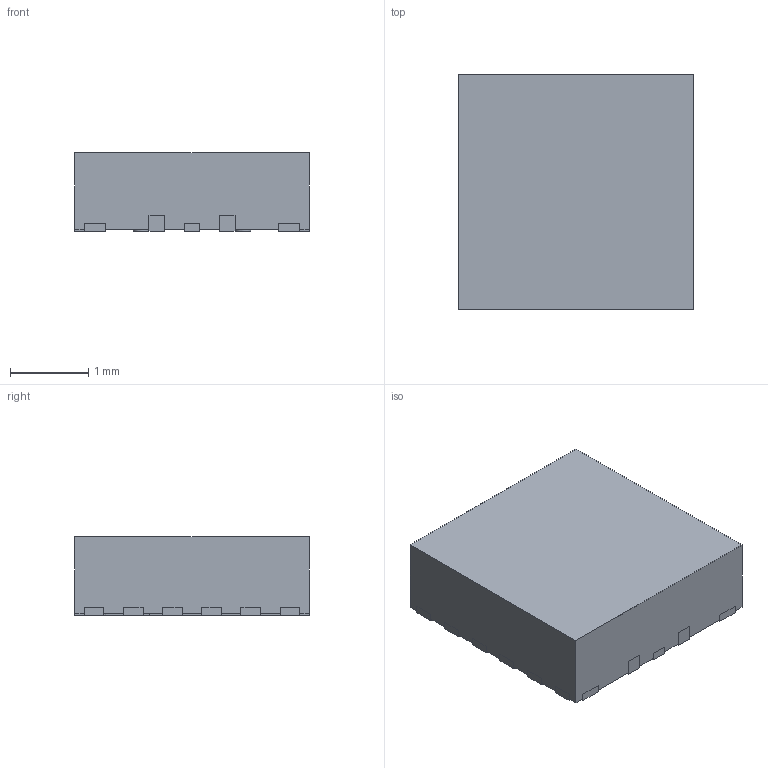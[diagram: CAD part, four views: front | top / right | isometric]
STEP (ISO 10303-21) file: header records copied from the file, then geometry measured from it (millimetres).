
FILE_DESCRIPTION((''),'2;1');
FILE_NAME('RJE0018B_ASM','2021-05-24T10:48:45',('a0412086'),(''),'CREO PARAMETRIC BY PTC INC, 2018500','CREO PARAMETRIC BY PTC INC, 2018500','');
FILE_SCHEMA(('CONFIG_CONTROL_DESIGN','SHAPE_APPEARANCE_LAYERS_GROUPS'));
Length unit declared in the file: millimetre
Products named in the file (3): FRAME_RJE0018B; MOLD; RJE0018B_ASM
Assembly tree (2 placements, depth 2):
  RJE0018B_ASM
    FRAME_RJE0018B
    MOLD
Bounding box: 3 x 3 x 1 mm (x, y, z)
Volume: 8.8 mm3; surface area: 42.6 mm2
Topology: 19 solids, 19 shells, 210 faces, 516 edges, 344 vertices
Faces by surface type: plane 184, cylinder 26
Entity records: 8043 total; most frequent: CARTESIAN_POINT 1075, ORIENTED_EDGE 1032, DIRECTION 998, PRESENTATION_STYLE_ASSIGNMENT 557, STYLED_ITEM 536, CURVE_STYLE 516, EDGE_CURVE 516, VECTOR 464
